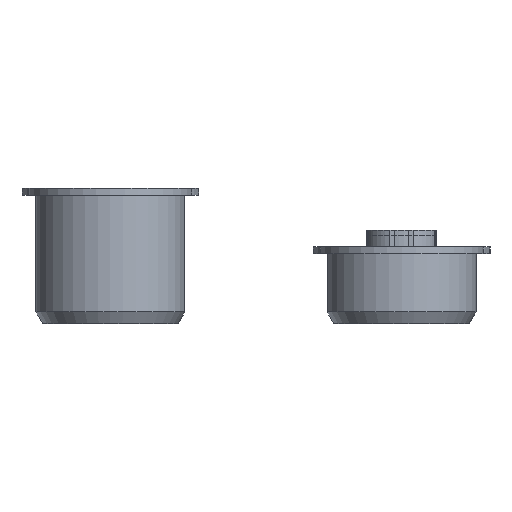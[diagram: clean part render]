
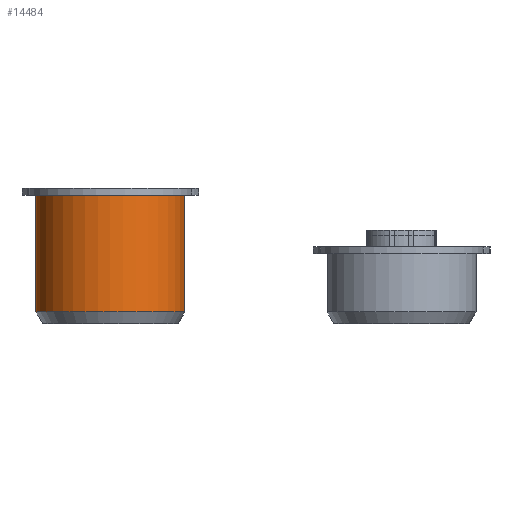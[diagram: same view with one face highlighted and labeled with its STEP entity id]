
A CAD part, left-side view. The second image highlights one B-rep face of the part: STEP entity #14484.
In plain terms, the highlighted cylindrical face has radius 6.4 mm (diameter 12.8 mm), a full revolution.
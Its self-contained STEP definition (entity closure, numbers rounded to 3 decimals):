
#611=CIRCLE('',#15325,6.4);
#631=CIRCLE('',#15380,6.4);
#953=CYLINDRICAL_SURFACE('',#15379,6.4);
#1183=FACE_OUTER_BOUND('',#2010,.T.);
#2010=EDGE_LOOP('',(#9978,#9979,#9980,#9981));
#2975=LINE('',#20278,#4509);
#4509=VECTOR('',#16707,6.4);
#5956=VERTEX_POINT('',#20092);
#6016=VERTEX_POINT('',#20277);
#7463=EDGE_CURVE('',#5956,#5956,#611,.T.);
#7553=EDGE_CURVE('',#5956,#6016,#2975,.T.);
#7554=EDGE_CURVE('',#6016,#6016,#631,.T.);
#9978=ORIENTED_EDGE('',*,*,#7463,.T.);
#9979=ORIENTED_EDGE('',*,*,#7553,.T.);
#9980=ORIENTED_EDGE('',*,*,#7554,.T.);
#9981=ORIENTED_EDGE('',*,*,#7553,.F.);
#14484=ADVANCED_FACE('',(#1183),#953,.T.);
#15325=AXIS2_PLACEMENT_3D('',#20093,#16527,#16528);
#15379=AXIS2_PLACEMENT_3D('',#20276,#16705,#16706);
#15380=AXIS2_PLACEMENT_3D('',#20279,#16708,#16709);
#16527=DIRECTION('center_axis',(0.,0.,-1.));
#16528=DIRECTION('ref_axis',(1.,0.,0.));
#16705=DIRECTION('center_axis',(0.,0.,1.));
#16706=DIRECTION('ref_axis',(1.,0.,0.));
#16707=DIRECTION('',(0.,0.,-1.));
#16708=DIRECTION('center_axis',(0.,0.,1.));
#16709=DIRECTION('ref_axis',(1.,0.,0.));
#20092=CARTESIAN_POINT('',(2.6,32.,10.));
#20093=CARTESIAN_POINT('Origin',(9.,32.,10.));
#20276=CARTESIAN_POINT('Origin',(9.,32.,0.));
#20277=CARTESIAN_POINT('',(2.6,32.,0.));
#20278=CARTESIAN_POINT('',(2.6,32.,0.));
#20279=CARTESIAN_POINT('Origin',(9.,32.,0.));
